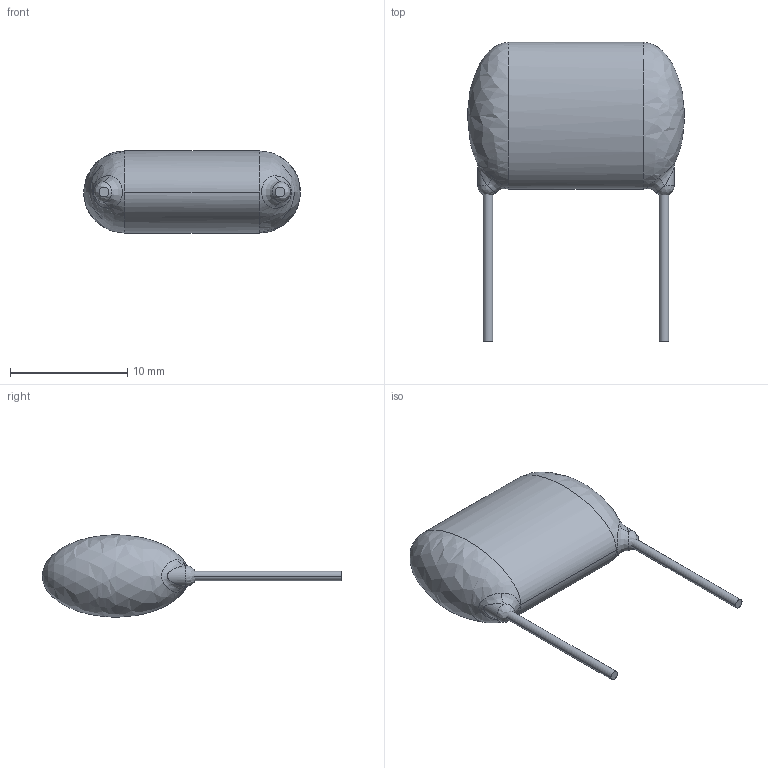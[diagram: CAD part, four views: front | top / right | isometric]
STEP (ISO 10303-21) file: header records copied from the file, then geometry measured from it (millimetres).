
FILE_DESCRIPTION (( 'STEP AP214' ), '1' );
FILE_NAME ('User Library-CBB81_W18.5_H12.5_T7.0_P15.0.STEP', '2021-01-15T21:35:00', ( '' ), ( '' ), 'SwSTEP 2.0', 'SolidWorks 2020', '' );
FILE_SCHEMA (( 'AUTOMOTIVE_DESIGN' ));
Length unit declared in the file: millimetre
Products named in the file (3): d2; User Library-CBB81_W18.5_H12.5_T7.0_P15.0; 1
Assembly tree (2 placements, depth 2):
  User Library-CBB81_W18.5_H12.5_T7.0_P15.0
    1
    d2
Bounding box: 18.5 x 25.5 x 6.99 mm (x, y, z)
Volume: 1116.7 mm3; surface area: 670.8 mm2
Topology: 3 solids, 3 shells, 20 faces, 36 edges, 20 vertices
Faces by surface type: bspline 10, cylinder 6, plane 4
Entity records: 1443 total; most frequent: CARTESIAN_POINT 803, ORIENTED_EDGE 64, DIRECTION 54, EDGE_CURVE 32, UNCERTAINTY_MEASURE_WITH_UNIT 28, SURFACE_STYLE_USAGE 25, AXIS2_PLACEMENT_3D 25, SURFACE_STYLE_FILL_AREA 25
